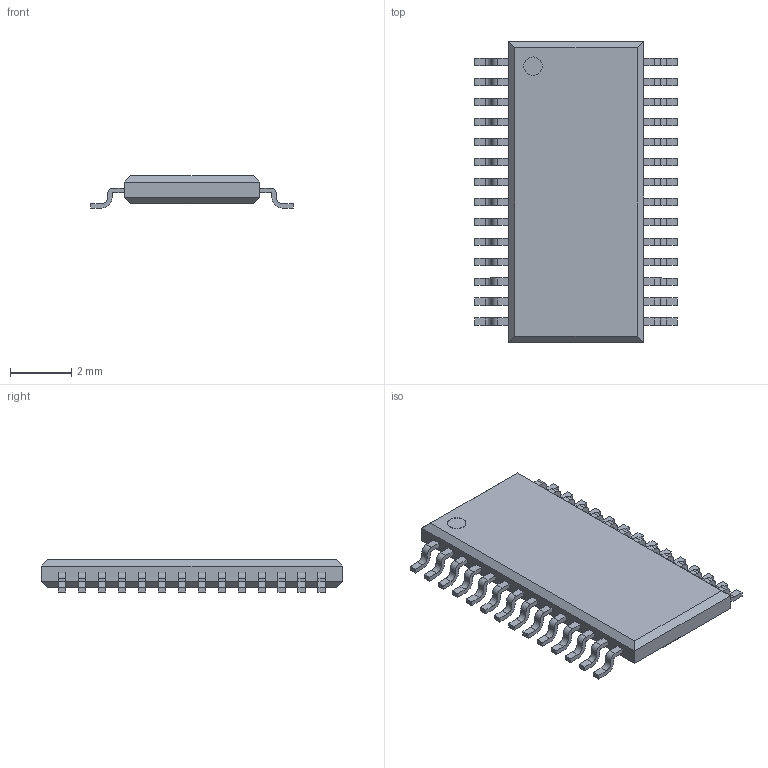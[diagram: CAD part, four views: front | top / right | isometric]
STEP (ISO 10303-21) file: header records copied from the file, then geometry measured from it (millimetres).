
FILE_DESCRIPTION (( 'STEP AP214' ), '1' );
FILE_NAME ('TSSOP28.STEP', '2011-07-13T04:34:11', ( 'ﾎ｢ﾈ橆ﾃｻｧ' ), ( 'ﾎ｢ﾈ橆ﾃｻｧ' ), 'SwSTEP 2.0', 'SolidWorks 2010', '' );
FILE_SCHEMA (( 'AUTOMOTIVE_DESIGN' ));
Length unit declared in the file: millimetre
Products named in the file (1): TSSOP28
Bounding box: 6.6 x 9.8 x 1.05 mm (x, y, z)
Volume: 39.1 mm3; surface area: 136.2 mm2
Topology: 1 solids, 1 shells, 381 faces, 1042 edges, 692 vertices
Faces by surface type: plane 267, cylinder 114
Entity records: 12208 total; most frequent: CARTESIAN_POINT 2116, ORIENTED_EDGE 2084, DIRECTION 2034, EDGE_CURVE 1042, LINE 814, VECTOR 814, VERTEX_POINT 692, AXIS2_PLACEMENT_3D 610
